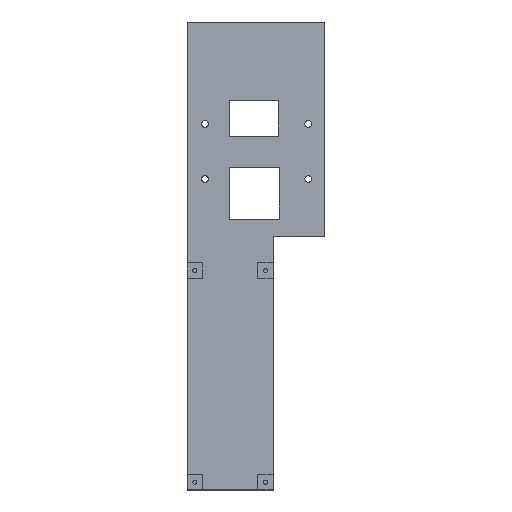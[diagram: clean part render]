
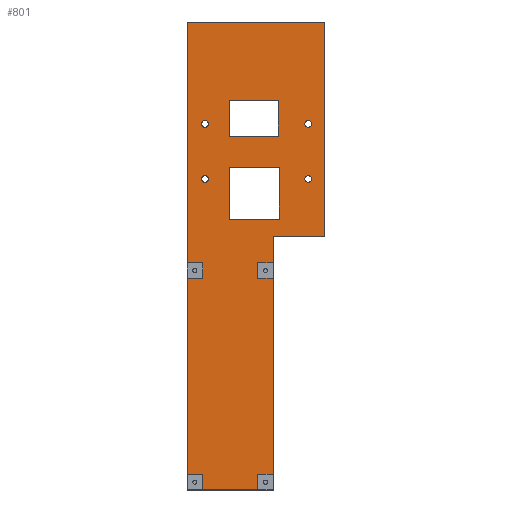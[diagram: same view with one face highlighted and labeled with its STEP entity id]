
A CAD part, top view. The second image highlights one B-rep face of the part: STEP entity #801.
In plain terms, the highlighted planar face has unit normal (0, 0, 1).
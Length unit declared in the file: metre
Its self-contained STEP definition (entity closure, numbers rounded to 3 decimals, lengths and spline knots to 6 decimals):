
#16=LINE('',#1147,#100);
#20=LINE('',#1156,#104);
#23=LINE('',#1162,#107);
#28=LINE('',#1173,#112);
#30=LINE('',#1177,#114);
#34=LINE('',#1186,#118);
#37=LINE('',#1192,#121);
#40=LINE('',#1198,#124);
#42=LINE('',#1213,#126);
#48=LINE('',#1226,#132);
#57=LINE('',#1242,#141);
#58=LINE('',#1244,#142);
#59=LINE('',#1246,#143);
#60=LINE('',#1248,#144);
#61=LINE('',#1250,#145);
#62=LINE('',#1251,#146);
#63=LINE('',#1253,#147);
#64=LINE('',#1255,#148);
#65=LINE('',#1257,#149);
#66=LINE('',#1259,#150);
#67=LINE('',#1261,#151);
#68=LINE('',#1263,#152);
#69=LINE('',#1265,#153);
#70=LINE('',#1267,#154);
#71=LINE('',#1269,#155);
#72=LINE('',#1270,#156);
#100=VECTOR('',#935,1.);
#104=VECTOR('',#941,1.);
#107=VECTOR('',#946,1.);
#112=VECTOR('',#953,1.);
#114=VECTOR('',#957,1.);
#118=VECTOR('',#963,1.);
#121=VECTOR('',#968,1.);
#124=VECTOR('',#973,1.);
#126=VECTOR('',#993,1.);
#132=VECTOR('',#999,1.);
#141=VECTOR('',#1012,1.);
#142=VECTOR('',#1015,1.);
#143=VECTOR('',#1016,1.);
#144=VECTOR('',#1017,1.);
#145=VECTOR('',#1018,1.);
#146=VECTOR('',#1019,1.);
#147=VECTOR('',#1020,1.);
#148=VECTOR('',#1021,1.);
#149=VECTOR('',#1022,1.);
#150=VECTOR('',#1023,1.);
#151=VECTOR('',#1024,1.);
#152=VECTOR('',#1025,1.);
#153=VECTOR('',#1026,1.);
#154=VECTOR('',#1027,1.);
#155=VECTOR('',#1028,1.);
#156=VECTOR('',#1029,1.);
#195=PLANE('',#872);
#298=ORIENTED_EDGE('',*,*,#480,.F.);
#299=ORIENTED_EDGE('',*,*,#446,.T.);
#300=ORIENTED_EDGE('',*,*,#479,.T.);
#301=ORIENTED_EDGE('',*,*,#464,.T.);
#302=ORIENTED_EDGE('',*,*,#481,.T.);
#303=ORIENTED_EDGE('',*,*,#482,.F.);
#304=ORIENTED_EDGE('',*,*,#483,.F.);
#305=ORIENTED_EDGE('',*,*,#470,.T.);
#306=ORIENTED_EDGE('',*,*,#484,.T.);
#307=ORIENTED_EDGE('',*,*,#485,.F.);
#308=ORIENTED_EDGE('',*,*,#486,.T.);
#309=ORIENTED_EDGE('',*,*,#487,.T.);
#310=ORIENTED_EDGE('',*,*,#488,.T.);
#311=ORIENTED_EDGE('',*,*,#489,.T.);
#312=ORIENTED_EDGE('',*,*,#490,.F.);
#313=ORIENTED_EDGE('',*,*,#491,.T.);
#314=ORIENTED_EDGE('',*,*,#492,.T.);
#315=ORIENTED_EDGE('',*,*,#493,.T.);
#316=ORIENTED_EDGE('',*,*,#458,.T.);
#317=ORIENTED_EDGE('',*,*,#448,.T.);
#318=ORIENTED_EDGE('',*,*,#452,.T.);
#319=ORIENTED_EDGE('',*,*,#455,.T.);
#320=ORIENTED_EDGE('',*,*,#433,.T.);
#321=ORIENTED_EDGE('',*,*,#431,.T.);
#322=ORIENTED_EDGE('',*,*,#429,.T.);
#323=ORIENTED_EDGE('',*,*,#427,.T.);
#324=ORIENTED_EDGE('',*,*,#441,.T.);
#325=ORIENTED_EDGE('',*,*,#494,.T.);
#326=ORIENTED_EDGE('',*,*,#434,.T.);
#327=ORIENTED_EDGE('',*,*,#438,.T.);
#427=EDGE_CURVE('',#531,#531,#607,.T.);
#429=EDGE_CURVE('',#533,#533,#609,.T.);
#431=EDGE_CURVE('',#535,#535,#611,.T.);
#433=EDGE_CURVE('',#537,#537,#613,.T.);
#434=EDGE_CURVE('',#538,#539,#16,.T.);
#438=EDGE_CURVE('',#539,#542,#20,.T.);
#441=EDGE_CURVE('',#542,#544,#23,.T.);
#446=EDGE_CURVE('',#549,#548,#28,.T.);
#448=EDGE_CURVE('',#550,#551,#30,.T.);
#452=EDGE_CURVE('',#551,#554,#34,.T.);
#455=EDGE_CURVE('',#554,#556,#37,.T.);
#458=EDGE_CURVE('',#556,#550,#40,.T.);
#464=EDGE_CURVE('',#562,#563,#42,.T.);
#470=EDGE_CURVE('',#569,#568,#48,.T.);
#479=EDGE_CURVE('',#548,#562,#57,.T.);
#480=EDGE_CURVE('',#549,#574,#58,.T.);
#481=EDGE_CURVE('',#563,#575,#59,.T.);
#482=EDGE_CURVE('',#576,#575,#60,.T.);
#483=EDGE_CURVE('',#569,#576,#61,.T.);
#484=EDGE_CURVE('',#568,#577,#62,.T.);
#485=EDGE_CURVE('',#578,#577,#63,.T.);
#486=EDGE_CURVE('',#578,#579,#64,.T.);
#487=EDGE_CURVE('',#579,#580,#65,.T.);
#488=EDGE_CURVE('',#580,#581,#66,.T.);
#489=EDGE_CURVE('',#581,#582,#67,.T.);
#490=EDGE_CURVE('',#583,#582,#68,.T.);
#491=EDGE_CURVE('',#583,#584,#69,.T.);
#492=EDGE_CURVE('',#584,#585,#70,.T.);
#493=EDGE_CURVE('',#585,#574,#71,.T.);
#494=EDGE_CURVE('',#544,#538,#72,.T.);
#531=VERTEX_POINT('',#1130);
#533=VERTEX_POINT('',#1135);
#535=VERTEX_POINT('',#1140);
#537=VERTEX_POINT('',#1145);
#538=VERTEX_POINT('',#1148);
#539=VERTEX_POINT('',#1149);
#542=VERTEX_POINT('',#1157);
#544=VERTEX_POINT('',#1163);
#548=VERTEX_POINT('',#1172);
#549=VERTEX_POINT('',#1174);
#550=VERTEX_POINT('',#1178);
#551=VERTEX_POINT('',#1179);
#554=VERTEX_POINT('',#1187);
#556=VERTEX_POINT('',#1193);
#562=VERTEX_POINT('',#1214);
#563=VERTEX_POINT('',#1215);
#568=VERTEX_POINT('',#1225);
#569=VERTEX_POINT('',#1227);
#574=VERTEX_POINT('',#1245);
#575=VERTEX_POINT('',#1247);
#576=VERTEX_POINT('',#1249);
#577=VERTEX_POINT('',#1252);
#578=VERTEX_POINT('',#1254);
#579=VERTEX_POINT('',#1256);
#580=VERTEX_POINT('',#1258);
#581=VERTEX_POINT('',#1260);
#582=VERTEX_POINT('',#1262);
#583=VERTEX_POINT('',#1264);
#584=VERTEX_POINT('',#1266);
#585=VERTEX_POINT('',#1268);
#607=CIRCLE('',#843,0.001);
#609=CIRCLE('',#846,0.001);
#611=CIRCLE('',#849,0.001);
#613=CIRCLE('',#852,0.001);
#659=EDGE_LOOP('',(#298,#299,#300,#301,#302,#303,#304,#305,#306,#307,#308,
#309,#310,#311,#312,#313,#314,#315));
#660=EDGE_LOOP('',(#316,#317,#318,#319));
#661=EDGE_LOOP('',(#320));
#662=EDGE_LOOP('',(#321));
#663=EDGE_LOOP('',(#322));
#664=EDGE_LOOP('',(#323));
#665=EDGE_LOOP('',(#324,#325,#326,#327));
#733=FACE_BOUND('',#659,.T.);
#734=FACE_BOUND('',#660,.T.);
#735=FACE_BOUND('',#661,.T.);
#736=FACE_BOUND('',#662,.T.);
#737=FACE_BOUND('',#663,.T.);
#738=FACE_BOUND('',#664,.T.);
#739=FACE_BOUND('',#665,.T.);
#801=ADVANCED_FACE('',(#733,#734,#735,#736,#737,#738,#739),#195,.T.);
#843=AXIS2_PLACEMENT_3D('',#1129,#913,#914);
#846=AXIS2_PLACEMENT_3D('',#1134,#919,#920);
#849=AXIS2_PLACEMENT_3D('',#1139,#925,#926);
#852=AXIS2_PLACEMENT_3D('',#1144,#931,#932);
#872=AXIS2_PLACEMENT_3D('',#1243,#1013,#1014);
#913=DIRECTION('',(0.,0.,-1.));
#914=DIRECTION('',(0.,1.,0.));
#919=DIRECTION('',(0.,0.,-1.));
#920=DIRECTION('',(0.,1.,0.));
#925=DIRECTION('',(0.,0.,-1.));
#926=DIRECTION('',(0.,1.,0.));
#931=DIRECTION('',(0.,0.,-1.));
#932=DIRECTION('',(0.,1.,0.));
#935=DIRECTION('',(0.,1.,0.));
#941=DIRECTION('',(1.,0.,0.));
#946=DIRECTION('',(0.,-1.,0.));
#953=DIRECTION('',(0.,1.,0.));
#957=DIRECTION('',(0.,1.,0.));
#963=DIRECTION('',(1.,0.,0.));
#968=DIRECTION('',(0.,-1.,0.));
#973=DIRECTION('',(-1.,0.,0.));
#993=DIRECTION('',(0.,-1.,0.));
#999=DIRECTION('',(0.,-1.,0.));
#1012=DIRECTION('',(-1.,0.,0.));
#1013=DIRECTION('',(0.,0.,1.));
#1014=DIRECTION('',(0.,-1.,0.));
#1015=DIRECTION('',(-1.,0.,0.));
#1016=DIRECTION('',(1.,0.,0.));
#1017=DIRECTION('',(0.,1.,0.));
#1018=DIRECTION('',(1.,0.,0.));
#1019=DIRECTION('',(1.,0.,0.));
#1020=DIRECTION('',(0.,1.,0.));
#1021=DIRECTION('',(1.,0.,0.));
#1022=DIRECTION('',(0.,1.,0.));
#1023=DIRECTION('',(1.,0.,0.));
#1024=DIRECTION('',(0.,1.,0.));
#1025=DIRECTION('',(1.,0.,0.));
#1026=DIRECTION('',(0.,1.,0.));
#1027=DIRECTION('',(1.,0.,0.));
#1028=DIRECTION('',(0.,1.,0.));
#1029=DIRECTION('',(-1.,0.,0.));
#1129=CARTESIAN_POINT('',(0.005182,0.020379,0.004));
#1130=CARTESIAN_POINT('',(0.005182,0.021379,0.004));
#1134=CARTESIAN_POINT('',(0.035182,0.020379,0.004));
#1135=CARTESIAN_POINT('',(0.035182,0.021379,0.004));
#1139=CARTESIAN_POINT('',(0.005182,0.004379,0.004));
#1140=CARTESIAN_POINT('',(0.005182,0.005379,0.004));
#1144=CARTESIAN_POINT('',(0.035182,0.004379,0.004));
#1145=CARTESIAN_POINT('',(0.035182,0.005379,0.004));
#1147=CARTESIAN_POINT('',(0.012163,0.025,0.004));
#1148=CARTESIAN_POINT('',(0.012163,-0.007294,0.004));
#1149=CARTESIAN_POINT('',(0.012163,0.007706,0.004));
#1156=CARTESIAN_POINT('',(0.016082,0.007706,0.004));
#1157=CARTESIAN_POINT('',(0.026702,0.007706,0.004));
#1162=CARTESIAN_POINT('',(0.026702,0.016353,0.004));
#1163=CARTESIAN_POINT('',(0.026702,-0.007294,0.004));
#1172=CARTESIAN_POINT('',(0.04,0.05,0.004));
#1173=CARTESIAN_POINT('',(0.04,0.,0.004));
#1174=CARTESIAN_POINT('',(0.04,-0.012294,0.004));
#1177=CARTESIAN_POINT('',(0.012163,0.020905,0.004));
#1178=CARTESIAN_POINT('',(0.012163,0.01681,0.004));
#1179=CARTESIAN_POINT('',(0.012163,0.027182,0.004));
#1186=CARTESIAN_POINT('',(0.016082,0.027182,0.004));
#1187=CARTESIAN_POINT('',(0.026431,0.027182,0.004));
#1192=CARTESIAN_POINT('',(0.026431,0.026091,0.004));
#1193=CARTESIAN_POINT('',(0.026431,0.01681,0.004));
#1198=CARTESIAN_POINT('',(0.023215,0.01681,0.004));
#1213=CARTESIAN_POINT('',(0.,0.05,0.004));
#1214=CARTESIAN_POINT('',(0.,0.05,0.004));
#1215=CARTESIAN_POINT('',(0.,-0.02,0.004));
#1225=CARTESIAN_POINT('',(0.,-0.0815,0.004));
#1226=CARTESIAN_POINT('',(0.,0.04,0.004));
#1227=CARTESIAN_POINT('',(0.,-0.0245,0.004));
#1242=CARTESIAN_POINT('',(0.04,0.05,0.004));
#1243=CARTESIAN_POINT('',(0.02,0.025,0.004));
#1244=CARTESIAN_POINT('',(0.019433,-0.012294,0.004));
#1245=CARTESIAN_POINT('',(0.025,-0.012294,0.004));
#1246=CARTESIAN_POINT('',(0.025,-0.02,0.004));
#1247=CARTESIAN_POINT('',(0.0045,-0.02,0.004));
#1248=CARTESIAN_POINT('',(0.0045,0.02,0.004));
#1249=CARTESIAN_POINT('',(0.0045,-0.0245,0.004));
#1250=CARTESIAN_POINT('',(0.025,-0.0245,0.004));
#1251=CARTESIAN_POINT('',(0.025,-0.0815,0.004));
#1252=CARTESIAN_POINT('',(0.0045,-0.0815,0.004));
#1253=CARTESIAN_POINT('',(0.0045,0.02,0.004));
#1254=CARTESIAN_POINT('',(0.0045,-0.086,0.004));
#1255=CARTESIAN_POINT('',(0.0125,-0.086,0.004));
#1256=CARTESIAN_POINT('',(0.0205,-0.086,0.004));
#1257=CARTESIAN_POINT('',(0.0205,0.02,0.004));
#1258=CARTESIAN_POINT('',(0.0205,-0.0815,0.004));
#1259=CARTESIAN_POINT('',(0.025,-0.0815,0.004));
#1260=CARTESIAN_POINT('',(0.025,-0.0815,0.004));
#1261=CARTESIAN_POINT('',(0.025,-0.053,0.004));
#1262=CARTESIAN_POINT('',(0.025,-0.0245,0.004));
#1263=CARTESIAN_POINT('',(0.025,-0.0245,0.004));
#1264=CARTESIAN_POINT('',(0.0205,-0.0245,0.004));
#1265=CARTESIAN_POINT('',(0.0205,0.02,0.004));
#1266=CARTESIAN_POINT('',(0.0205,-0.02,0.004));
#1267=CARTESIAN_POINT('',(0.025,-0.02,0.004));
#1268=CARTESIAN_POINT('',(0.025,-0.02,0.004));
#1269=CARTESIAN_POINT('',(0.025,-0.053,0.004));
#1270=CARTESIAN_POINT('',(0.019433,-0.007294,0.004));
